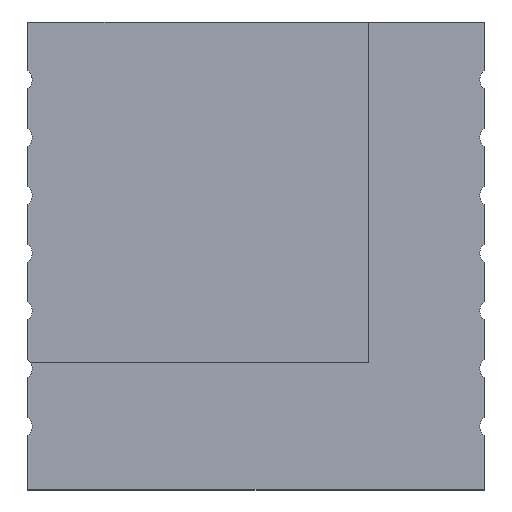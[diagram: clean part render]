
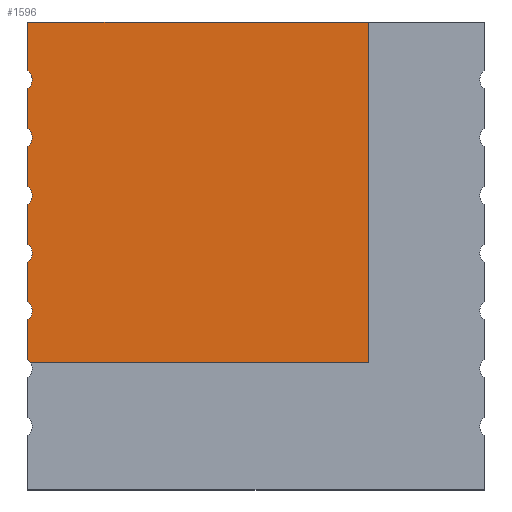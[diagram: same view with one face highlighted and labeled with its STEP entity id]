
A CAD part, top view. The second image highlights one B-rep face of the part: STEP entity #1596.
In plain terms, the highlighted planar face has unit normal (0, 0, 1).
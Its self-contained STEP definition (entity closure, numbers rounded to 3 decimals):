
#1126 = VERTEX_POINT('',#1127);
#1127 = CARTESIAN_POINT('',(-7.9,-3.657,1.355));
#1133 = EDGE_CURVE('',#1126,#1134,#1136,.T.);
#1134 = VERTEX_POINT('',#1135);
#1135 = CARTESIAN_POINT('',(-7.804,-3.769,
    1.355));
#1136 = CIRCLE('',#1137,0.4);
#1137 = AXIS2_PLACEMENT_3D('',#1138,#1139,#1140);
#1138 = CARTESIAN_POINT('',(-8.15,-3.969,1.355));
#1139 = DIRECTION('',(0.,0.,-1.));
#1140 = DIRECTION('',(0.625,-0.781,0.));
#1174 = EDGE_CURVE('',#1175,#1126,#1177,.T.);
#1175 = VERTEX_POINT('',#1176);
#1176 = CARTESIAN_POINT('',(-7.9,-2.281,1.355));
#1177 = LINE('',#1178,#1179);
#1178 = CARTESIAN_POINT('',(-7.9,-3.769,1.355));
#1179 = VECTOR('',#1180,1.);
#1180 = DIRECTION('',(0.,-1.,0.));
#1199 = VERTEX_POINT('',#1200);
#1200 = CARTESIAN_POINT('',(-7.9,-1.657,1.355));
#1206 = EDGE_CURVE('',#1199,#1175,#1207,.T.);
#1207 = CIRCLE('',#1208,0.4);
#1208 = AXIS2_PLACEMENT_3D('',#1209,#1210,#1211);
#1209 = CARTESIAN_POINT('',(-8.15,-1.969,1.355));
#1210 = DIRECTION('',(0.,0.,-1.));
#1211 = DIRECTION('',(0.625,-0.781,0.));
#1238 = EDGE_CURVE('',#1239,#1199,#1241,.T.);
#1239 = VERTEX_POINT('',#1240);
#1240 = CARTESIAN_POINT('',(-7.9,-0.281,1.355));
#1241 = LINE('',#1242,#1243);
#1242 = CARTESIAN_POINT('',(-7.9,-3.769,1.355));
#1243 = VECTOR('',#1244,1.);
#1244 = DIRECTION('',(0.,-1.,0.));
#1263 = VERTEX_POINT('',#1264);
#1264 = CARTESIAN_POINT('',(-7.9,0.343,1.355));
#1270 = EDGE_CURVE('',#1263,#1239,#1271,.T.);
#1271 = CIRCLE('',#1272,0.4);
#1272 = AXIS2_PLACEMENT_3D('',#1273,#1274,#1275);
#1273 = CARTESIAN_POINT('',(-8.15,0.031,1.355));
#1274 = DIRECTION('',(0.,0.,-1.));
#1275 = DIRECTION('',(0.625,-0.781,0.));
#1302 = EDGE_CURVE('',#1303,#1263,#1305,.T.);
#1303 = VERTEX_POINT('',#1304);
#1304 = CARTESIAN_POINT('',(-7.9,1.719,1.355));
#1305 = LINE('',#1306,#1307);
#1306 = CARTESIAN_POINT('',(-7.9,-3.769,1.355));
#1307 = VECTOR('',#1308,1.);
#1308 = DIRECTION('',(0.,-1.,0.));
#1327 = VERTEX_POINT('',#1328);
#1328 = CARTESIAN_POINT('',(-7.9,2.343,1.355));
#1334 = EDGE_CURVE('',#1327,#1303,#1335,.T.);
#1335 = CIRCLE('',#1336,0.4);
#1336 = AXIS2_PLACEMENT_3D('',#1337,#1338,#1339);
#1337 = CARTESIAN_POINT('',(-8.15,2.031,1.355));
#1338 = DIRECTION('',(0.,0.,-1.));
#1339 = DIRECTION('',(0.625,-0.781,0.));
#1366 = EDGE_CURVE('',#1367,#1327,#1369,.T.);
#1367 = VERTEX_POINT('',#1368);
#1368 = CARTESIAN_POINT('',(-7.9,3.719,1.355));
#1369 = LINE('',#1370,#1371);
#1370 = CARTESIAN_POINT('',(-7.9,-3.769,1.355));
#1371 = VECTOR('',#1372,1.);
#1372 = DIRECTION('',(0.,-1.,0.));
#1391 = VERTEX_POINT('',#1392);
#1392 = CARTESIAN_POINT('',(-7.9,4.343,1.355));
#1398 = EDGE_CURVE('',#1391,#1367,#1399,.T.);
#1399 = CIRCLE('',#1400,0.4);
#1400 = AXIS2_PLACEMENT_3D('',#1401,#1402,#1403);
#1401 = CARTESIAN_POINT('',(-8.15,4.031,1.355));
#1402 = DIRECTION('',(0.,0.,-1.));
#1403 = DIRECTION('',(0.625,-0.781,0.));
#1430 = EDGE_CURVE('',#1431,#1391,#1433,.T.);
#1431 = VERTEX_POINT('',#1432);
#1432 = CARTESIAN_POINT('',(-7.9,5.719,1.355));
#1433 = LINE('',#1434,#1435);
#1434 = CARTESIAN_POINT('',(-7.9,-3.769,1.355));
#1435 = VECTOR('',#1436,1.);
#1436 = DIRECTION('',(0.,-1.,0.));
#1455 = VERTEX_POINT('',#1456);
#1456 = CARTESIAN_POINT('',(-7.9,6.343,1.355));
#1462 = EDGE_CURVE('',#1455,#1431,#1463,.T.);
#1463 = CIRCLE('',#1464,0.4);
#1464 = AXIS2_PLACEMENT_3D('',#1465,#1466,#1467);
#1465 = CARTESIAN_POINT('',(-8.15,6.031,1.355));
#1466 = DIRECTION('',(0.,0.,-1.));
#1467 = DIRECTION('',(0.625,-0.781,0.));
#1494 = EDGE_CURVE('',#1495,#1455,#1497,.T.);
#1495 = VERTEX_POINT('',#1496);
#1496 = CARTESIAN_POINT('',(-7.9,8.031,1.355));
#1497 = LINE('',#1498,#1499);
#1498 = CARTESIAN_POINT('',(-7.9,-3.769,1.355));
#1499 = VECTOR('',#1500,1.);
#1500 = DIRECTION('',(0.,-1.,0.));
#1525 = EDGE_CURVE('',#1526,#1495,#1528,.T.);
#1526 = VERTEX_POINT('',#1527);
#1527 = CARTESIAN_POINT('',(3.9,8.031,1.355));
#1528 = LINE('',#1529,#1530);
#1529 = CARTESIAN_POINT('',(-7.9,8.031,1.355));
#1530 = VECTOR('',#1531,1.);
#1531 = DIRECTION('',(-1.,0.,0.));
#1556 = EDGE_CURVE('',#1557,#1526,#1559,.T.);
#1557 = VERTEX_POINT('',#1558);
#1558 = CARTESIAN_POINT('',(3.9,-3.769,1.355));
#1559 = LINE('',#1560,#1561);
#1560 = CARTESIAN_POINT('',(3.9,8.031,1.355));
#1561 = VECTOR('',#1562,1.);
#1562 = DIRECTION('',(0.,1.,0.));
#1585 = EDGE_CURVE('',#1134,#1557,#1586,.T.);
#1586 = LINE('',#1587,#1588);
#1587 = CARTESIAN_POINT('',(3.9,-3.769,1.355));
#1588 = VECTOR('',#1589,1.);
#1589 = DIRECTION('',(1.,0.,0.));
#1596 = ADVANCED_FACE('',(#1597),#1614,.T.);
#1597 = FACE_BOUND('',#1598,.T.);
#1598 = EDGE_LOOP('',(#1599,#1600,#1601,#1602,#1603,#1604,#1605,#1606,
    #1607,#1608,#1609,#1610,#1611,#1612,#1613));
#1599 = ORIENTED_EDGE('',*,*,#1585,.T.);
#1600 = ORIENTED_EDGE('',*,*,#1556,.T.);
#1601 = ORIENTED_EDGE('',*,*,#1525,.T.);
#1602 = ORIENTED_EDGE('',*,*,#1494,.T.);
#1603 = ORIENTED_EDGE('',*,*,#1462,.T.);
#1604 = ORIENTED_EDGE('',*,*,#1430,.T.);
#1605 = ORIENTED_EDGE('',*,*,#1398,.T.);
#1606 = ORIENTED_EDGE('',*,*,#1366,.T.);
#1607 = ORIENTED_EDGE('',*,*,#1334,.T.);
#1608 = ORIENTED_EDGE('',*,*,#1302,.T.);
#1609 = ORIENTED_EDGE('',*,*,#1270,.T.);
#1610 = ORIENTED_EDGE('',*,*,#1238,.T.);
#1611 = ORIENTED_EDGE('',*,*,#1206,.T.);
#1612 = ORIENTED_EDGE('',*,*,#1174,.T.);
#1613 = ORIENTED_EDGE('',*,*,#1133,.T.);
#1614 = PLANE('',#1615);
#1615 = AXIS2_PLACEMENT_3D('',#1616,#1617,#1618);
#1616 = CARTESIAN_POINT('',(-2.,2.131,1.355));
#1617 = DIRECTION('',(0.,0.,1.));
#1618 = DIRECTION('',(1.,0.,0.));
